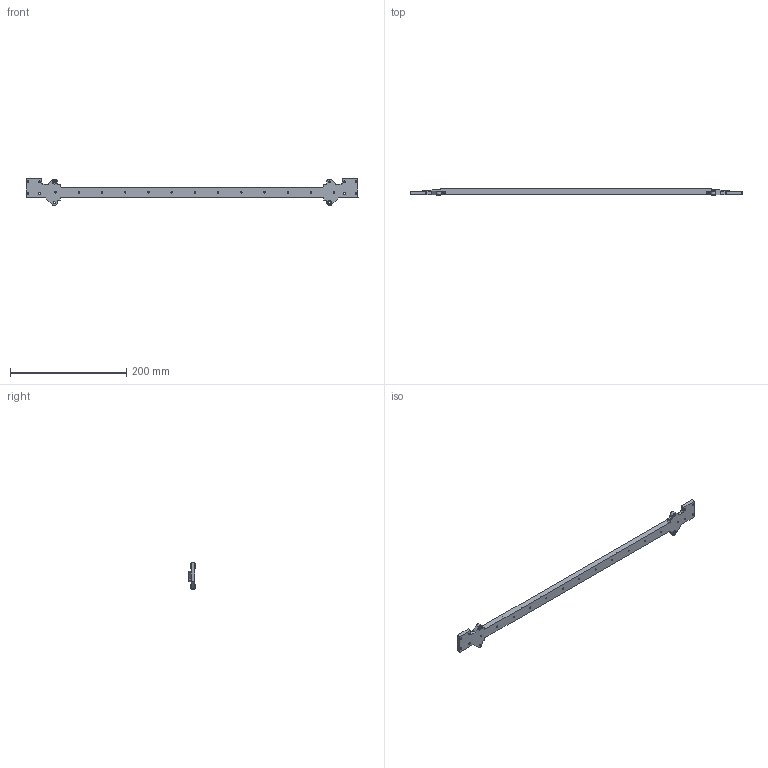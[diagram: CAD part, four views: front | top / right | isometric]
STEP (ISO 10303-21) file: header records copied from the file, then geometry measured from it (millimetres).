
FILE_DESCRIPTION(/* description */ (''),/* implementation_level */ '2;1');
FILE_NAME(/* name */ '2-MS X Assembly_X-Plate v8.step',/* time_stamp */ '2021-01-31T16:25:46+01:00',/* author */ (''),/* organization */ (''),/* preprocessor_version */ 'ST-DEVELOPER v18.1',/* originating_system */ 'Autodesk Translation Framework v9.7.1.1290',/* authorisation */ '');
FILE_SCHEMA (('AUTOMOTIVE_DESIGN { 1 0 10303 214 3 1 1 }'));
Length unit declared in the file: millimetre
Products named in the file (1): 2-MS X Assembly_X-Plate
Bounding box: 572 x 10.5 x 47.19 mm (x, y, z)
Volume: 59295.1 mm3; surface area: 51666.6 mm2
Topology: 1 solids, 1 shells, 512 faces, 1355 edges, 872 vertices
Faces by surface type: cylinder 295, plane 217
Full cylindrical faces by diameter (mm): 2.529 x13, 3.2 x8, 3.332 x4, 7.5 x4
Entity records: 16014 total; most frequent: DIRECTION 2886, CARTESIAN_POINT 2740, ORIENTED_EDGE 2710, EDGE_CURVE 1355, AXIS2_PLACEMENT_3D 1018, VERTEX_POINT 872, LINE 850, VECTOR 850
